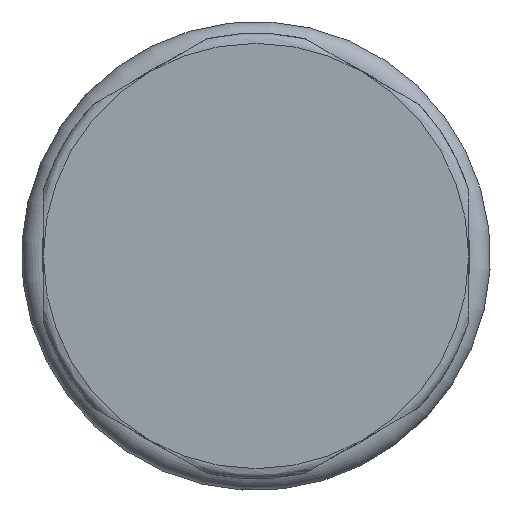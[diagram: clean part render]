
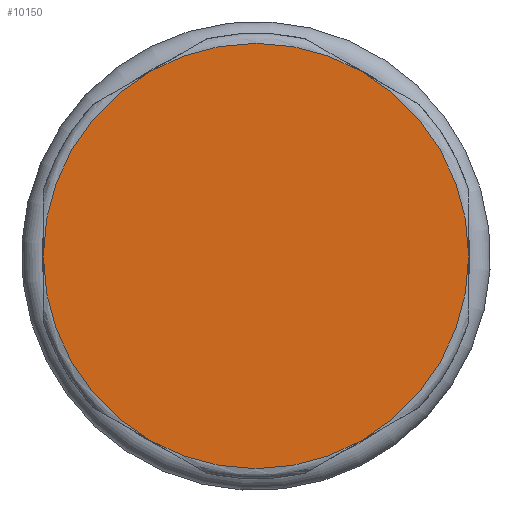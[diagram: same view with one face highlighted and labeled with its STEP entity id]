
A CAD part, left-side view. The second image highlights one B-rep face of the part: STEP entity #10150.
In plain terms, the highlighted planar face has unit normal (-1, 0, 0).
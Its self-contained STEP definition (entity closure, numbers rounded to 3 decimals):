
#558=CIRCLE('',#10597,10.5);
#560=CIRCLE('',#10600,10.5);
#562=CIRCLE('',#10603,10.5);
#564=CIRCLE('',#10606,10.5);
#566=CIRCLE('',#10609,10.5);
#567=CIRCLE('',#10611,10.5);
#1820=PLANE('',#10641);
#2353=FACE_OUTER_BOUND('',#2935,.T.);
#2935=EDGE_LOOP('',(#8987,#8988,#8989,#8990,#8991,#8992));
#4596=VERTEX_POINT('',#74576);
#4602=VERTEX_POINT('',#74641);
#4608=VERTEX_POINT('',#74706);
#4614=VERTEX_POINT('',#74771);
#4620=VERTEX_POINT('',#74836);
#4624=VERTEX_POINT('',#74885);
#6060=EDGE_CURVE('',#4624,#4620,#558,.T.);
#6062=EDGE_CURVE('',#4620,#4614,#560,.T.);
#6064=EDGE_CURVE('',#4614,#4608,#562,.T.);
#6066=EDGE_CURVE('',#4608,#4602,#564,.T.);
#6068=EDGE_CURVE('',#4602,#4596,#566,.T.);
#6069=EDGE_CURVE('',#4596,#4624,#567,.T.);
#8987=ORIENTED_EDGE('',*,*,#6060,.F.);
#8988=ORIENTED_EDGE('',*,*,#6069,.F.);
#8989=ORIENTED_EDGE('',*,*,#6068,.F.);
#8990=ORIENTED_EDGE('',*,*,#6066,.F.);
#8991=ORIENTED_EDGE('',*,*,#6064,.F.);
#8992=ORIENTED_EDGE('',*,*,#6062,.F.);
#10150=ADVANCED_FACE('',(#2353),#1820,.T.);
#10597=AXIS2_PLACEMENT_3D('',#74900,#12020,#12021);
#10600=AXIS2_PLACEMENT_3D('',#74903,#12026,#12027);
#10603=AXIS2_PLACEMENT_3D('',#74906,#12032,#12033);
#10606=AXIS2_PLACEMENT_3D('',#74909,#12038,#12039);
#10609=AXIS2_PLACEMENT_3D('',#74912,#12044,#12045);
#10611=AXIS2_PLACEMENT_3D('',#74914,#12048,#12049);
#10641=AXIS2_PLACEMENT_3D('',#74994,#12110,#12111);
#12020=DIRECTION('center_axis',(1.,0.,0.));
#12021=DIRECTION('ref_axis',(0.,-1.,0.));
#12026=DIRECTION('center_axis',(1.,0.,0.));
#12027=DIRECTION('ref_axis',(0.,-1.,0.));
#12032=DIRECTION('center_axis',(1.,0.,0.));
#12033=DIRECTION('ref_axis',(0.,-1.,0.));
#12038=DIRECTION('center_axis',(1.,0.,0.));
#12039=DIRECTION('ref_axis',(0.,-1.,0.));
#12044=DIRECTION('center_axis',(1.,0.,0.));
#12045=DIRECTION('ref_axis',(0.,-1.,0.));
#12048=DIRECTION('center_axis',(1.,0.,0.));
#12049=DIRECTION('ref_axis',(0.,-1.,0.));
#12110=DIRECTION('center_axis',(-1.,0.,0.));
#12111=DIRECTION('ref_axis',(0.,0.,1.));
#74576=CARTESIAN_POINT('',(0.,5.25,-9.093));
#74641=CARTESIAN_POINT('',(0.,-5.25,-9.093));
#74706=CARTESIAN_POINT('',(0.,-10.5,0.));
#74771=CARTESIAN_POINT('',(0.,-5.25,9.093));
#74836=CARTESIAN_POINT('',(0.,5.25,9.093));
#74885=CARTESIAN_POINT('',(0.,10.5,0.));
#74900=CARTESIAN_POINT('Origin',(0.,0.,0.));
#74903=CARTESIAN_POINT('Origin',(0.,0.,0.));
#74906=CARTESIAN_POINT('Origin',(0.,0.,0.));
#74909=CARTESIAN_POINT('Origin',(0.,0.,0.));
#74912=CARTESIAN_POINT('Origin',(0.,0.,0.));
#74914=CARTESIAN_POINT('Origin',(0.,0.,0.));
#74994=CARTESIAN_POINT('Origin',(0.,8.975,0.));
